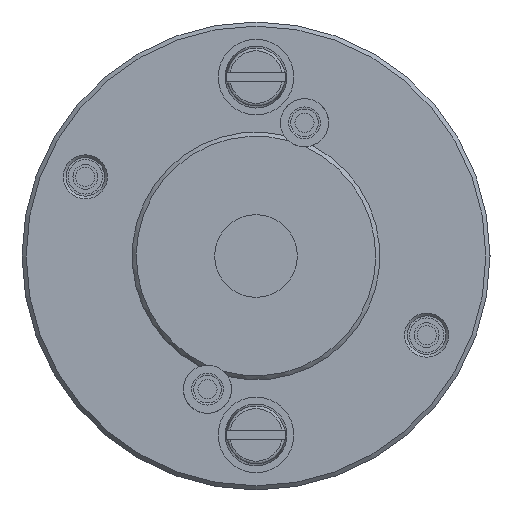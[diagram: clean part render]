
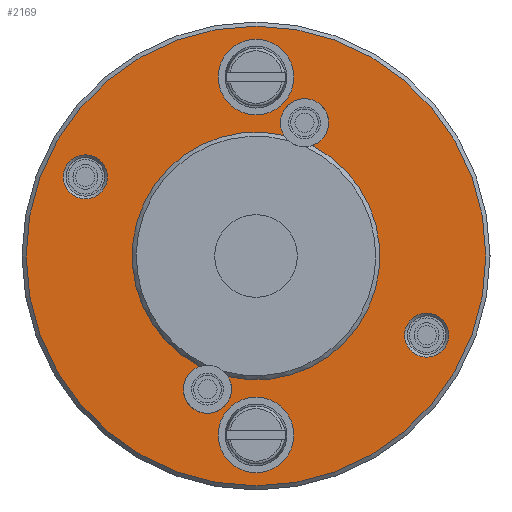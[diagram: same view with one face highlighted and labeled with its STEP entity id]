
A CAD part, left-side view. The second image highlights one B-rep face of the part: STEP entity #2169.
In plain terms, the highlighted planar face has unit normal (-1, 0, 0).
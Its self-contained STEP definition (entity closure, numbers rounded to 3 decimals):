
#10 = EDGE_CURVE ( 'Defeature ausgef�hrt1_37+Defeature ausgef�hrt1_3+Defeature ausgef�hrt1_0+Defeature ausgef�hrt1_1', #133, #153, #132, .T. ) ;
#51 = CIRCLE ( 'NONE', #920, 1.6 ) ;
#99 = EDGE_LOOP ( 'NONE', ( #1025, #2413, #2202, #516 ) ) ;
#132 = CIRCLE ( 'NONE', #959, 1.75 ) ;
#133 = VERTEX_POINT ( 'NONE', #1375 ) ;
#136 = CARTESIAN_POINT ( 'NONE',  ( -8.9, 0., 0. ) ) ;
#153 = VERTEX_POINT ( 'NONE', #1195 ) ;
#174 = CIRCLE ( 'NONE', #1075, 2.75 ) ;
#178 = EDGE_LOOP ( 'NONE', ( #416 ) ) ;
#186 = EDGE_LOOP ( 'NONE', ( #821 ) ) ;
#247 = ORIENTED_EDGE ( 'NONE', *, *, #2012, .T. ) ;
#258 = DIRECTION ( 'NONE',  ( 1., 0., 0. ) ) ;
#266 = FACE_BOUND ( 'NONE', #186, .T. ) ;
#307 = EDGE_CURVE ( 'NONE', #1101, #1101, #1934, .T. ) ;
#342 = DIRECTION ( 'NONE',  ( -1., 0., 0. ) ) ;
#366 = AXIS2_PLACEMENT_3D ( 'NONE', #1479, #2065, #2254 ) ;
#368 = VERTEX_POINT ( 'NONE', #460 ) ;
#378 = CARTESIAN_POINT ( 'NONE',  ( -8.9, 12.4, 4.15 ) ) ;
#394 = CARTESIAN_POINT ( 'NONE',  ( -8.9, -12.4, -7.35 ) ) ;
#416 = ORIENTED_EDGE ( 'NONE', *, *, #307, .T. ) ;
#422 = CARTESIAN_POINT ( 'NONE',  ( -8.9, -12.4, -5.75 ) ) ;
#460 = CARTESIAN_POINT ( 'NONE',  ( -8.9, 0., -16.7 ) ) ;
#483 = CIRCLE ( 'NONE', #366, 16.7 ) ;
#516 = ORIENTED_EDGE ( 'NONE', *, *, #535, .F. ) ;
#528 = DIRECTION ( 'NONE',  ( -1., 0., 0. ) ) ;
#535 = EDGE_CURVE ( 'Defeature ausgef�hrt1_31+Defeature ausgef�hrt1_3+Defeature ausgef�hrt1_1+Defeature ausgef�hrt1_0', #2402, #1700, #1392, .T. ) ;
#570 = CARTESIAN_POINT ( 'NONE',  ( -8.9, -4.083, 8.021 ) ) ;
#626 = CARTESIAN_POINT ( 'NONE',  ( -8.9, 0., 15.75 ) ) ;
#656 = FACE_BOUND ( 'NONE', #99, .T. ) ;
#685 = FACE_BOUND ( 'NONE', #1166, .T. ) ;
#821 = ORIENTED_EDGE ( 'NONE', *, *, #891, .T. ) ;
#837 = CARTESIAN_POINT ( 'NONE',  ( -8.9, 0., -15.75 ) ) ;
#879 = DIRECTION ( 'NONE',  ( -1., 0., 0. ) ) ;
#890 = DIRECTION ( 'NONE',  ( 0., 0., -1. ) ) ;
#891 = EDGE_CURVE ( 'NONE', #1570, #1570, #51, .T. ) ;
#900 = ORIENTED_EDGE ( 'NONE', *, *, #1686, .F. ) ;
#920 = AXIS2_PLACEMENT_3D ( 'NONE', #422, #1906, #1191 ) ;
#922 = CARTESIAN_POINT ( 'NONE',  ( -8.9, -3.523, 9.679 ) ) ;
#959 = AXIS2_PLACEMENT_3D ( 'NONE', #2121, #528, #1698 ) ;
#1012 = DIRECTION ( 'NONE',  ( 0., 0., -1. ) ) ;
#1025 = ORIENTED_EDGE ( 'NONE', *, *, #1537, .F. ) ;
#1075 = AXIS2_PLACEMENT_3D ( 'NONE', #1605, #342, #1780 ) ;
#1101 = VERTEX_POINT ( 'NONE', #378 ) ;
#1166 = EDGE_LOOP ( 'NONE', ( #900 ) ) ;
#1191 = DIRECTION ( 'NONE',  ( 0., 0., -1. ) ) ;
#1195 = CARTESIAN_POINT ( 'NONE',  ( -8.9, 2.028, -8.768 ) ) ;
#1247 = AXIS2_PLACEMENT_3D ( 'NONE', #2393, #1621, #890 ) ;
#1261 = AXIS2_PLACEMENT_3D ( 'NONE', #1947, #1774, #1012 ) ;
#1266 = CIRCLE ( 'NONE', #1261, 9. ) ;
#1271 = EDGE_LOOP ( 'NONE', ( #1294 ) ) ;
#1272 = DIRECTION ( 'NONE',  ( 0., 0., -1. ) ) ;
#1294 = ORIENTED_EDGE ( 'NONE', *, *, #1629, .F. ) ;
#1327 = FACE_BOUND ( 'NONE', #178, .T. ) ;
#1375 = CARTESIAN_POINT ( 'NONE',  ( -8.9, 4.083, -8.021 ) ) ;
#1392 = CIRCLE ( 'NONE', #1631, 1.75 ) ;
#1415 = DIRECTION ( 'NONE',  ( 0., 0., -1. ) ) ;
#1417 = CIRCLE ( 'NONE', #1522, 2.75 ) ;
#1428 = FACE_BOUND ( 'NONE', #1271, .T. ) ;
#1436 = EDGE_CURVE ( 'Defeature ausgef�hrt1_0+Defeature ausgef�hrt1_3+Defeature ausgef�hrt1_31+Defeature ausgef�hrt1_37', #1700, #133, #1266, .T. ) ;
#1479 = CARTESIAN_POINT ( 'NONE',  ( -8.9, 0., 0. ) ) ;
#1522 = AXIS2_PLACEMENT_3D ( 'NONE', #1612, #879, #1798 ) ;
#1537 = EDGE_CURVE ( 'Defeature ausgef�hrt1_1+Defeature ausgef�hrt1_3+Defeature ausgef�hrt1_37+Defeature ausgef�hrt1_31', #153, #2402, #1770, .T. ) ;
#1570 = VERTEX_POINT ( 'NONE', #394 ) ;
#1605 = CARTESIAN_POINT ( 'NONE',  ( -8.9, 0., 13. ) ) ;
#1612 = CARTESIAN_POINT ( 'NONE',  ( -8.9, 0., -13. ) ) ;
#1621 = DIRECTION ( 'NONE',  ( -1., 0., 0. ) ) ;
#1629 = EDGE_CURVE ( 'NONE', #2186, #2186, #1417, .T. ) ;
#1631 = AXIS2_PLACEMENT_3D ( 'NONE', #922, #1946, #1415 ) ;
#1686 = EDGE_CURVE ( 'NONE', #1819, #1819, #174, .T. ) ;
#1694 = CARTESIAN_POINT ( 'NONE',  ( -8.9, -2.028, 8.768 ) ) ;
#1698 = DIRECTION ( 'NONE',  ( 0., 0., -1. ) ) ;
#1700 = VERTEX_POINT ( 'NONE', #1694 ) ;
#1770 = CIRCLE ( 'NONE', #1247, 9. ) ;
#1774 = DIRECTION ( 'NONE',  ( -1., 0., 0. ) ) ;
#1780 = DIRECTION ( 'NONE',  ( 0., 0., 1. ) ) ;
#1783 = EDGE_LOOP ( 'NONE', ( #247 ) ) ;
#1798 = DIRECTION ( 'NONE',  ( 0., 0., -1. ) ) ;
#1819 = VERTEX_POINT ( 'NONE', #626 ) ;
#1866 = AXIS2_PLACEMENT_3D ( 'NONE', #1882, #258, #2363 ) ;
#1882 = CARTESIAN_POINT ( 'NONE',  ( -8.9, 12.4, 5.75 ) ) ;
#1898 = FACE_OUTER_BOUND ( 'NONE', #1783, .T. ) ;
#1906 = DIRECTION ( 'NONE',  ( 1., 0., 0. ) ) ;
#1934 = CIRCLE ( 'NONE', #1866, 1.6 ) ;
#1946 = DIRECTION ( 'NONE',  ( -1., 0., 0. ) ) ;
#1947 = CARTESIAN_POINT ( 'NONE',  ( -8.9, 0., 0. ) ) ;
#2012 = EDGE_CURVE ( 'NONE', #368, #368, #483, .T. ) ;
#2053 = AXIS2_PLACEMENT_3D ( 'NONE', #136, #2324, #1272 ) ;
#2065 = DIRECTION ( 'NONE',  ( -1., 0., 0. ) ) ;
#2121 = CARTESIAN_POINT ( 'NONE',  ( -8.9, 3.523, -9.679 ) ) ;
#2164 = PLANE ( 'NONE',  #2053 ) ;
#2169 = ADVANCED_FACE ( 'Defeature ausgef�hrt1_3', ( #1327, #266, #656, #1898, #1428, #685 ), #2164, .T. ) ;
#2186 = VERTEX_POINT ( 'NONE', #837 ) ;
#2202 = ORIENTED_EDGE ( 'NONE', *, *, #1436, .F. ) ;
#2254 = DIRECTION ( 'NONE',  ( 0., 0., -1. ) ) ;
#2324 = DIRECTION ( 'NONE',  ( -1., 0., 0. ) ) ;
#2363 = DIRECTION ( 'NONE',  ( 0., 0., -1. ) ) ;
#2393 = CARTESIAN_POINT ( 'NONE',  ( -8.9, 0., 0. ) ) ;
#2402 = VERTEX_POINT ( 'NONE', #570 ) ;
#2413 = ORIENTED_EDGE ( 'NONE', *, *, #10, .F. ) ;
